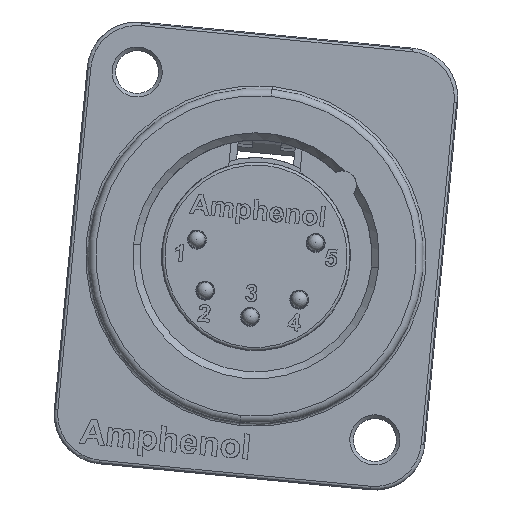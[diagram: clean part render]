
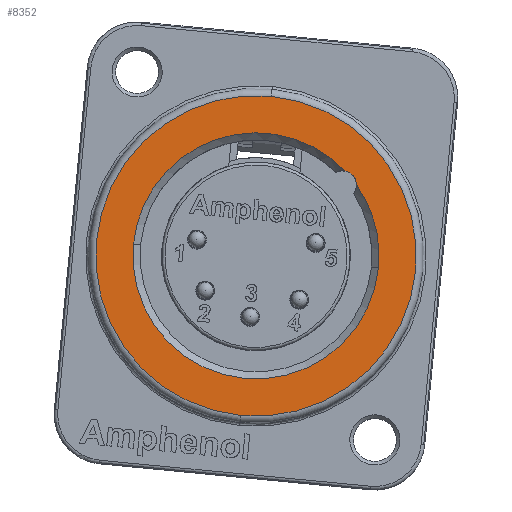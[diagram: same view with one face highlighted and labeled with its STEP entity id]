
A CAD part, top view. The second image highlights one B-rep face of the part: STEP entity #8352.
In plain terms, the highlighted planar face has unit normal (0, 0, 1).
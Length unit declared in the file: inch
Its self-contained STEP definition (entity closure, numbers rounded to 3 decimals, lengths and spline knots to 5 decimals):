
#307=CIRCLE('',#8845,0.44094);
#311=CIRCLE('',#8850,0.44094);
#313=CIRCLE('',#8854,0.33858);
#314=CIRCLE('',#8855,0.03937);
#315=CIRCLE('',#8856,0.33858);
#316=CIRCLE('',#8857,0.33858);
#543=FACE_BOUND('',#2475,.T.);
#2134=FACE_OUTER_BOUND('',#2474,.T.);
#2474=EDGE_LOOP('',(#6454,#6455));
#2475=EDGE_LOOP('',(#6456,#6457,#6458,#6459));
#3547=VERTEX_POINT('',#12743);
#3548=VERTEX_POINT('',#12745);
#3552=VERTEX_POINT('',#12760);
#3553=VERTEX_POINT('',#12761);
#3554=VERTEX_POINT('',#12763);
#3555=VERTEX_POINT('',#12765);
#4839=EDGE_CURVE('',#3547,#3548,#307,.T.);
#4843=EDGE_CURVE('',#3548,#3547,#311,.T.);
#4847=EDGE_CURVE('',#3552,#3553,#313,.T.);
#4848=EDGE_CURVE('',#3552,#3554,#314,.T.);
#4849=EDGE_CURVE('',#3555,#3554,#315,.T.);
#4850=EDGE_CURVE('',#3553,#3555,#316,.T.);
#6454=ORIENTED_EDGE('',*,*,#4839,.F.);
#6455=ORIENTED_EDGE('',*,*,#4843,.F.);
#6456=ORIENTED_EDGE('',*,*,#4847,.F.);
#6457=ORIENTED_EDGE('',*,*,#4848,.T.);
#6458=ORIENTED_EDGE('',*,*,#4849,.F.);
#6459=ORIENTED_EDGE('',*,*,#4850,.F.);
#7869=PLANE('',#8853);
#8352=ADVANCED_FACE('',(#2134,#543),#7869,.F.);
#8845=AXIS2_PLACEMENT_3D('',#12746,#9893,#9894);
#8850=AXIS2_PLACEMENT_3D('',#12752,#9903,#9904);
#8853=AXIS2_PLACEMENT_3D('',#12759,#9911,#9912);
#8854=AXIS2_PLACEMENT_3D('',#12762,#9913,#9914);
#8855=AXIS2_PLACEMENT_3D('',#12764,#9915,#9916);
#8856=AXIS2_PLACEMENT_3D('',#12766,#9917,#9918);
#8857=AXIS2_PLACEMENT_3D('',#12767,#9919,#9920);
#9893=DIRECTION('center_axis',(0.,0.,
-1.));
#9894=DIRECTION('ref_axis',(-0.995,0.096,0.));
#9903=DIRECTION('center_axis',(0.,0.,
-1.));
#9904=DIRECTION('ref_axis',(0.995,-0.096,0.));
#9911=DIRECTION('center_axis',(0.,0.,
-1.));
#9912=DIRECTION('ref_axis',(-0.096,-0.995,0.));
#9913=DIRECTION('center_axis',(0.,0.,
1.));
#9914=DIRECTION('ref_axis',(-0.995,0.096,0.));
#9915=DIRECTION('center_axis',(0.,0.,
-1.));
#9916=DIRECTION('ref_axis',(0.995,-0.096,0.));
#9917=DIRECTION('center_axis',(0.,0.,
1.));
#9918=DIRECTION('ref_axis',(-0.995,0.096,0.));
#9919=DIRECTION('center_axis',(0.,0.,
1.));
#9920=DIRECTION('ref_axis',(-0.995,0.096,0.));
#12743=CARTESIAN_POINT('',(0.08298,-0.21001,0.88829));
#12745=CARTESIAN_POINT('',(0.16742,0.66782,0.88829));
#12746=CARTESIAN_POINT('Origin',(0.1252,0.22891,0.88829));
#12752=CARTESIAN_POINT('Origin',(0.1252,0.22891,0.88829));
#12759=CARTESIAN_POINT('Origin',(0.67808,0.68476,0.88829));
#12760=CARTESIAN_POINT('',(0.36997,0.46284,0.88829));
#12761=CARTESIAN_POINT('',(-0.21183,0.26132,0.88829));
#12762=CARTESIAN_POINT('Origin',(0.1252,0.22891,0.88829));
#12763=CARTESIAN_POINT('',(0.40151,0.42459,0.88829));
#12764=CARTESIAN_POINT('Origin',(0.36214,0.42426,0.88829));
#12765=CARTESIAN_POINT('',(0.46223,0.19649,0.88829));
#12766=CARTESIAN_POINT('Origin',(0.1252,0.22891,0.88829));
#12767=CARTESIAN_POINT('Origin',(0.1252,0.22891,0.88829));
